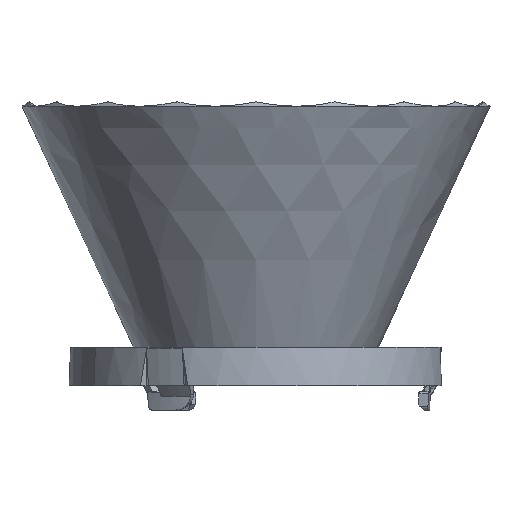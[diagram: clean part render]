
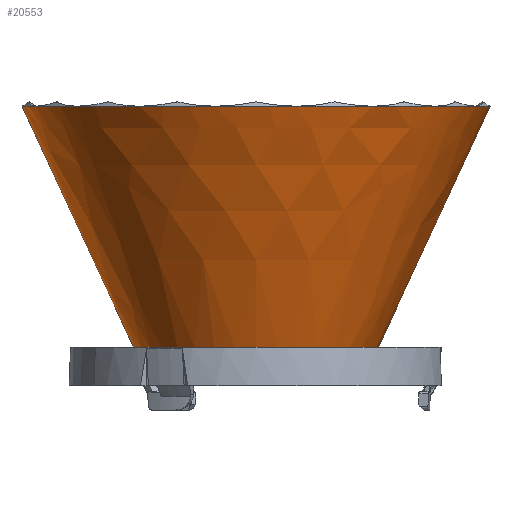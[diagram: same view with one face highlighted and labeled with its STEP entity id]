
A CAD part, left-side view. The second image highlights one B-rep face of the part: STEP entity #20553.
In plain terms, the highlighted free-form (B-spline) face has degree [3, 3] with [4, 4] control points.
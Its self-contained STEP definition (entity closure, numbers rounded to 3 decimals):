
#173 = DIRECTION ( 'NONE',  ( -1., 0., 0. ) ) ;
#266 = DIRECTION ( 'NONE',  ( 0., 0., -1. ) ) ;
#1003 = EDGE_CURVE ( 'NONE', #20004, #14518, #1776, .T. ) ;
#1213 = EDGE_CURVE ( 'NONE', #1769, #21020, #22937, .T. ) ;
#1250 = B_SPLINE_CURVE_WITH_KNOTS ( 'NONE', 3,
 ( #15827, #2413, #9188, #25003 ),
 .UNSPECIFIED., .F., .F.,
 ( 4, 4 ),
 ( 0.18, 1. ),
 .UNSPECIFIED. ) ;
#1355 = VERTEX_POINT ( 'NONE', #11152 ) ;
#1482 = ORIENTED_EDGE ( 'NONE', *, *, #20148, .T. ) ;
#1528 = ORIENTED_EDGE ( 'NONE', *, *, #27795, .T. ) ;
#1769 = VERTEX_POINT ( 'NONE', #1942 ) ;
#1776 = CIRCLE ( 'NONE', #25202, 33.5 ) ;
#1826 = AXIS2_PLACEMENT_3D ( 'NONE', #24644, #11110, #26914 ) ;
#1942 = CARTESIAN_POINT ( 'NONE',  ( -33.5, 0., 39. ) ) ;
#2003 = AXIS2_PLACEMENT_3D ( 'NONE', #12473, #28270, #14756 ) ;
#2105 = CARTESIAN_POINT ( 'NONE',  ( -22.135, 0., 14.276 ) ) ;
#2297 = CARTESIAN_POINT ( 'NONE',  ( 22.135, 0., 14.276 ) ) ;
#2413 = CARTESIAN_POINT ( 'NONE',  ( -22.135, 0., 14.276 ) ) ;
#3091 = CARTESIAN_POINT ( 'NONE',  ( 0., 0., 39. ) ) ;
#3518 = B_SPLINE_CURVE_WITH_KNOTS ( 'NONE', 3,
 ( #20258, #2297, #24889, #11360 ),
 .UNSPECIFIED., .F., .F.,
 ( 4, 4 ),
 ( 0.18, 1. ),
 .UNSPECIFIED. ) ;
#3580 = ORIENTED_EDGE ( 'NONE', *, *, #10135, .F. ) ;
#3717 = CARTESIAN_POINT ( 'NONE',  ( 0., 0., 39. ) ) ;
#3767 = VERTEX_POINT ( 'NONE', #22762 ) ;
#4025 = ORIENTED_EDGE ( 'NONE', *, *, #25059, .T. ) ;
#4155 = EDGE_CURVE ( 'NONE', #15500, #3767, #17279, .T. ) ;
#4368 = CARTESIAN_POINT ( 'NONE',  ( 22.135, 44.271, 14.276 ) ) ;
#4961 = DIRECTION ( 'NONE',  ( 0., 0., -1. ) ) ;
#5233 = EDGE_CURVE ( 'NONE', #15536, #1355, #16526, .T. ) ;
#5360 = DIRECTION ( 'NONE',  ( -1., 0., 0. ) ) ;
#5952 = CARTESIAN_POINT ( 'NONE',  ( 0., 0., 39. ) ) ;
#5971 = DIRECTION ( 'NONE',  ( -1., 0., 0. ) ) ;
#6226 = ORIENTED_EDGE ( 'NONE', *, *, #18938, .T. ) ;
#6618 = CARTESIAN_POINT ( 'NONE',  ( -31.836, 0., 35.368 ) ) ;
#6998 = AXIS2_PLACEMENT_3D ( 'NONE', #3091, #18864, #5360 ) ;
#7192 = CIRCLE ( 'NONE', #16583, 33.5 ) ;
#7350 = EDGE_CURVE ( 'NONE', #1355, #8573, #9127, .T. ) ;
#8206 = DIRECTION ( 'NONE',  ( -1., 0., 0. ) ) ;
#8573 = VERTEX_POINT ( 'NONE', #14207 ) ;
#8745 = CARTESIAN_POINT ( 'NONE',  ( -31.48, 11.458, 39. ) ) ;
#8783 = CARTESIAN_POINT ( 'NONE',  ( -17.524, 0., 4.5 ) ) ;
#8876 = CARTESIAN_POINT ( 'NONE',  ( 31.836, 63.673, 35.368 ) ) ;
#9127 = CIRCLE ( 'NONE', #1826, 33.5 ) ;
#9188 = CARTESIAN_POINT ( 'NONE',  ( -31.836, 0., 35.368 ) ) ;
#9423 = CIRCLE ( 'NONE', #27901, 33.5 ) ;
#9500 = AXIS2_PLACEMENT_3D ( 'NONE', #5952, #21739, #8206 ) ;
#9724 = ORIENTED_EDGE ( 'NONE', *, *, #1213, .T. ) ;
#9737 = CARTESIAN_POINT ( 'NONE',  ( 31.48, 11.458, 39. ) ) ;
#10135 = EDGE_CURVE ( 'NONE', #15500, #12763, #3518, .T. ) ;
#10229 = AXIS2_PLACEMENT_3D ( 'NONE', #13782, #266, #16053 ) ;
#10387 = FACE_OUTER_BOUND ( 'NONE', #12335, .T. ) ;
#10566 = CARTESIAN_POINT ( 'NONE',  ( -25.662, 21.533, 39. ) ) ;
#10851 = ORIENTED_EDGE ( 'NONE', *, *, #5233, .T. ) ;
#11110 = DIRECTION ( 'NONE',  ( 0., 0., -1. ) ) ;
#11152 = CARTESIAN_POINT ( 'NONE',  ( -16.75, 29.012, 39. ) ) ;
#11161 = CARTESIAN_POINT ( 'NONE',  ( -33.5, 0., 39. ) ) ;
#11360 = CARTESIAN_POINT ( 'NONE',  ( 33.5, 0., 39. ) ) ;
#12335 = EDGE_LOOP ( 'NONE', ( #16789, #20245, #9724, #1482, #10851, #14159, #1528, #6226, #17556, #12897, #4025, #3580 ) ) ;
#12473 = CARTESIAN_POINT ( 'NONE',  ( 0., 0., 4.5 ) ) ;
#12763 = VERTEX_POINT ( 'NONE', #22755 ) ;
#12805 = CARTESIAN_POINT ( 'NONE',  ( 5.817, 32.991, 39. ) ) ;
#12897 = ORIENTED_EDGE ( 'NONE', *, *, #24479, .T. ) ;
#12941 = DIRECTION ( 'NONE',  ( 0., 0., -1. ) ) ;
#13094 = DIRECTION ( 'NONE',  ( 0., 0., -1. ) ) ;
#13335 = CARTESIAN_POINT ( 'NONE',  ( -17.524, 35.048, 4.5 ) ) ;
#13431 = CARTESIAN_POINT ( 'NONE',  ( 33.5, 67., 39. ) ) ;
#13685 = DIRECTION ( 'NONE',  ( 0., 0., -1. ) ) ;
#13782 = CARTESIAN_POINT ( 'NONE',  ( 0., 0., 39. ) ) ;
#14159 = ORIENTED_EDGE ( 'NONE', *, *, #7350, .T. ) ;
#14198 = AXIS2_PLACEMENT_3D ( 'NONE', #26476, #12941, #28738 ) ;
#14207 = CARTESIAN_POINT ( 'NONE',  ( -5.817, 32.991, 39. ) ) ;
#14518 = VERTEX_POINT ( 'NONE', #18135 ) ;
#14756 = DIRECTION ( 'NONE',  ( -1., 0., 0. ) ) ;
#15500 = VERTEX_POINT ( 'NONE', #19454 ) ;
#15536 = VERTEX_POINT ( 'NONE', #10566 ) ;
#15606 = CARTESIAN_POINT ( 'NONE',  ( 17.524, 0., 4.5 ) ) ;
#15827 = CARTESIAN_POINT ( 'NONE',  ( -17.524, 0., 4.5 ) ) ;
#15892 = CIRCLE ( 'NONE', #6998, 33.5 ) ;
#16053 = DIRECTION ( 'NONE',  ( -1., 0., 0. ) ) ;
#16526 = CIRCLE ( 'NONE', #26599, 33.5 ) ;
#16583 = AXIS2_PLACEMENT_3D ( 'NONE', #26606, #13094, #28880 ) ;
#16789 = ORIENTED_EDGE ( 'NONE', *, *, #4155, .T. ) ;
#17279 = CIRCLE ( 'NONE', #2003, 17.524 ) ;
#17556 = ORIENTED_EDGE ( 'NONE', *, *, #1003, .T. ) ;
#17892 = CARTESIAN_POINT ( 'NONE',  ( -22.135, 44.271, 14.276 ) ) ;
#18119 = CIRCLE ( 'NONE', #10229, 33.5 ) ;
#18135 = CARTESIAN_POINT ( 'NONE',  ( 25.662, 21.533, 39. ) ) ;
#18483 = CARTESIAN_POINT ( 'NONE',  ( 0., 0., 39. ) ) ;
#18864 = DIRECTION ( 'NONE',  ( 0., 0., -1. ) ) ;
#18938 = EDGE_CURVE ( 'NONE', #22404, #20004, #9423, .T. ) ;
#19454 = CARTESIAN_POINT ( 'NONE',  ( 17.524, 0., 4.5 ) ) ;
#19492 = DIRECTION ( 'NONE',  ( 0., 0., -1. ) ) ;
#20004 = VERTEX_POINT ( 'NONE', #25320 ) ;
#20148 = EDGE_CURVE ( 'NONE', #21020, #15536, #7192, .T. ) ;
#20157 = CARTESIAN_POINT ( 'NONE',  ( 22.135, 0., 14.276 ) ) ;
#20245 = ORIENTED_EDGE ( 'NONE', *, *, #26124, .T. ) ;
#20258 = CARTESIAN_POINT ( 'NONE',  ( 17.524, 0., 4.5 ) ) ;
#20553 = ADVANCED_FACE ( 'NONE', ( #10387 ), #26624, .T. ) ;
#20746 = DIRECTION ( 'NONE',  ( -1., 0., 0. ) ) ;
#21020 = VERTEX_POINT ( 'NONE', #8745 ) ;
#21739 = DIRECTION ( 'NONE',  ( 0., 0., -1. ) ) ;
#22404 = VERTEX_POINT ( 'NONE', #12805 ) ;
#22416 = CARTESIAN_POINT ( 'NONE',  ( -31.836, 63.673, 35.368 ) ) ;
#22755 = CARTESIAN_POINT ( 'NONE',  ( 33.5, 0., 39. ) ) ;
#22762 = CARTESIAN_POINT ( 'NONE',  ( -17.524, 0., 4.5 ) ) ;
#22937 = CIRCLE ( 'NONE', #9500, 33.5 ) ;
#24479 = EDGE_CURVE ( 'NONE', #14518, #28133, #18119, .T. ) ;
#24644 = CARTESIAN_POINT ( 'NONE',  ( 0., 0., 39. ) ) ;
#24696 = CARTESIAN_POINT ( 'NONE',  ( 31.836, 0., 35.368 ) ) ;
#24889 = CARTESIAN_POINT ( 'NONE',  ( 31.836, 0., 35.368 ) ) ;
#25003 = CARTESIAN_POINT ( 'NONE',  ( -33.5, 0., 39. ) ) ;
#25059 = EDGE_CURVE ( 'NONE', #28133, #12763, #29028, .T. ) ;
#25202 = AXIS2_PLACEMENT_3D ( 'NONE', #18483, #4961, #20746 ) ;
#25320 = CARTESIAN_POINT ( 'NONE',  ( 16.75, 29.012, 39. ) ) ;
#26124 = EDGE_CURVE ( 'NONE', #3767, #1769, #1250, .T. ) ;
#26476 = CARTESIAN_POINT ( 'NONE',  ( 0., 0., 39. ) ) ;
#26599 = AXIS2_PLACEMENT_3D ( 'NONE', #27214, #13685, #173 ) ;
#26606 = CARTESIAN_POINT ( 'NONE',  ( 0., 0., 39. ) ) ;
#26624 =( BOUNDED_SURFACE ( )  B_SPLINE_SURFACE ( 3, 3, ( 
 ( #8783, #13335, #29122, #15606 ),
 ( #2105, #17892, #4368, #20157 ),
 ( #6618, #22416, #8876, #24696 ),
 ( #11161, #26958, #13431, #29226 ) ),
 .UNSPECIFIED., .F., .F., .F. ) 
 B_SPLINE_SURFACE_WITH_KNOTS ( ( 4, 4 ),
 ( 4, 4 ),
 ( 0.18, 1. ),
 ( 0., 1. ),
 .UNSPECIFIED. ) 
 GEOMETRIC_REPRESENTATION_ITEM ( )  RATIONAL_B_SPLINE_SURFACE ( (
 ( 1., 0.333, 0.333, 1.),
 ( 1., 0.333, 0.333, 1.),
 ( 1., 0.333, 0.333, 1.),
 ( 1., 0.333, 0.333, 1.) ) ) 
 REPRESENTATION_ITEM ( '' )  SURFACE ( )  );
#26914 = DIRECTION ( 'NONE',  ( -1., 0., 0. ) ) ;
#26958 = CARTESIAN_POINT ( 'NONE',  ( -33.5, 67., 39. ) ) ;
#27214 = CARTESIAN_POINT ( 'NONE',  ( 0., 0., 39. ) ) ;
#27795 = EDGE_CURVE ( 'NONE', #8573, #22404, #15892, .T. ) ;
#27901 = AXIS2_PLACEMENT_3D ( 'NONE', #3717, #19492, #5971 ) ;
#28133 = VERTEX_POINT ( 'NONE', #9737 ) ;
#28270 = DIRECTION ( 'NONE',  ( 0., 0., 1. ) ) ;
#28738 = DIRECTION ( 'NONE',  ( -1., 0., 0. ) ) ;
#28880 = DIRECTION ( 'NONE',  ( -1., 0., 0. ) ) ;
#29028 = CIRCLE ( 'NONE', #14198, 33.5 ) ;
#29122 = CARTESIAN_POINT ( 'NONE',  ( 17.524, 35.048, 4.5 ) ) ;
#29226 = CARTESIAN_POINT ( 'NONE',  ( 33.5, 0., 39. ) ) ;
